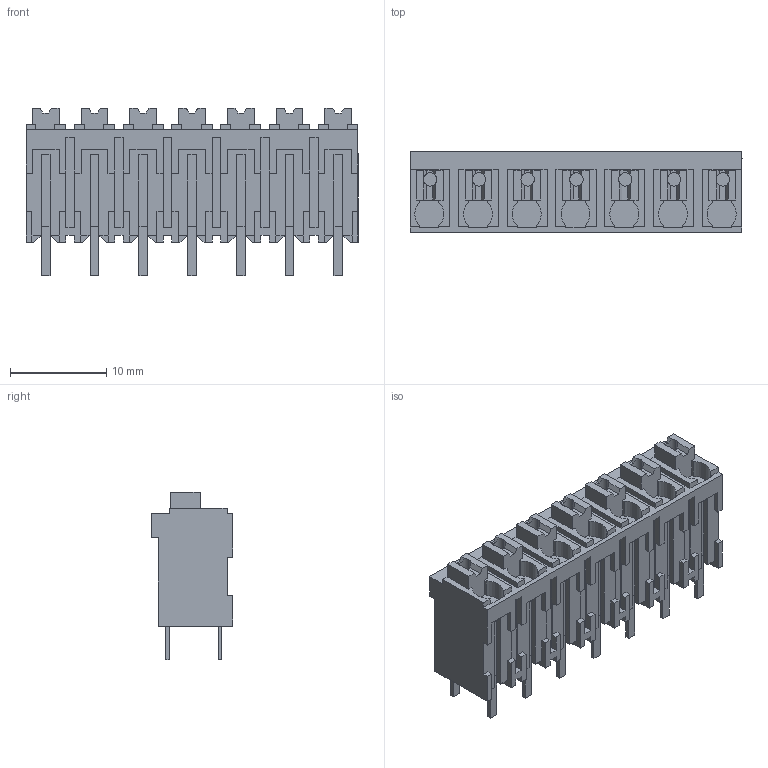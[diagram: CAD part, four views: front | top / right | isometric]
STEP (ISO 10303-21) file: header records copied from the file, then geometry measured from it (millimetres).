
FILE_DESCRIPTION(('CATIA V5 STEP Exchange','CAx-IF Rec.Pracs.--- Model Styling and Organization---1.2---2011-12-15'),'2;1');
FILE_NAME ('D1458138_0_1875750000_1875750000.stp','2018-03-20T09:22:49+00:00',('none'),('Weidmueller'),'CATIA Version 5-6 Release 2014','CATIA V5 STEP AP214','none');
FILE_SCHEMA(('AUTOMOTIVE_DESIGN { 1 0 10303 214 1 1 1 1 }'));
Length unit declared in the file: millimetre
Products named in the file (1): 1875750000
Bounding box: 34.58 x 8.5 x 17.45 mm (x, y, z)
Volume: 2849.4 mm3; surface area: 2942.4 mm2
Topology: 22 solids, 22 shells, 628 faces, 1757 edges, 1178 vertices
Faces by surface type: plane 600, cylinder 28
Entity records: 19187 total; most frequent: CARTESIAN_POINT 3560, ORIENTED_EDGE 3514, DIRECTION 2505, EDGE_CURVE 1757, VECTOR 1645, LINE 1645, VERTEX_POINT 1178, EDGE_LOOP 633
